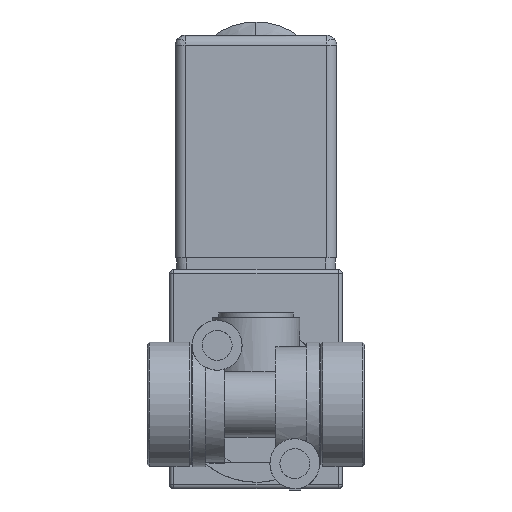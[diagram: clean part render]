
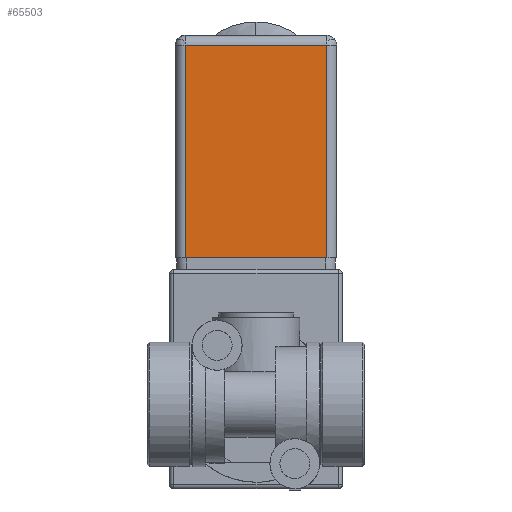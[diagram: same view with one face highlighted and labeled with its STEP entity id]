
A CAD part, front view. The second image highlights one B-rep face of the part: STEP entity #65503.
In plain terms, the highlighted planar face has unit normal (0, -1, 0).
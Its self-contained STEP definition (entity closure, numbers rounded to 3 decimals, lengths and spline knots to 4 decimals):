
#1636 = VECTOR ( 'NONE', #24112, 39.3701 ) ;
#5151 = DIRECTION ( 'NONE',  ( 0., 0., -1. ) ) ;
#6506 = CARTESIAN_POINT ( 'NONE',  ( 0.3555, 0.7695, 0.737 ) ) ;
#9445 = CARTESIAN_POINT ( 'NONE',  ( -0.4055, 0.7695, 1.803 ) ) ;
#12028 = VERTEX_POINT ( 'NONE', #30488 ) ;
#17209 = CARTESIAN_POINT ( 'NONE',  ( 0., 0.7695, 0.737 ) ) ;
#21671 = EDGE_CURVE ( 'NONE', #12028, #107577, #71859, .T. ) ;
#23880 = PLANE ( 'NONE',  #49396 ) ;
#24112 = DIRECTION ( 'NONE',  ( 1., 0., 0. ) ) ;
#26575 = LINE ( 'NONE', #17209, #1636 ) ;
#28727 = ORIENTED_EDGE ( 'NONE', *, *, #118398, .T. ) ;
#30488 = CARTESIAN_POINT ( 'NONE',  ( -0.3555, 0.7695, 1.803 ) ) ;
#42121 = EDGE_LOOP ( 'NONE', ( #104486, #28727, #84732, #67081 ) ) ;
#43237 = LINE ( 'NONE', #6506, #55492 ) ;
#44648 = VERTEX_POINT ( 'NONE', #111935 ) ;
#47448 = DIRECTION ( 'NONE',  ( -1., 0., 0. ) ) ;
#49396 = AXIS2_PLACEMENT_3D ( 'NONE', #61841, #99796, #5151 ) ;
#55492 = VECTOR ( 'NONE', #71238, 39.3701 ) ;
#55648 = VERTEX_POINT ( 'NONE', #76420 ) ;
#60903 = VECTOR ( 'NONE', #101104, 39.3701 ) ;
#61841 = CARTESIAN_POINT ( 'NONE',  ( -0.4055, 0.7695, 0.737 ) ) ;
#63737 = VECTOR ( 'NONE', #47448, 39.3701 ) ;
#63764 = CARTESIAN_POINT ( 'NONE',  ( -0.3555, 0.7695, 0.737 ) ) ;
#65503 = ADVANCED_FACE ( 'NONE', ( #109134 ), #23880, .T. ) ;
#67081 = ORIENTED_EDGE ( 'NONE', *, *, #93851, .T. ) ;
#71238 = DIRECTION ( 'NONE',  ( 0., 0., -1. ) ) ;
#71859 = LINE ( 'NONE', #63764, #60903 ) ;
#76420 = CARTESIAN_POINT ( 'NONE',  ( 0.3555, 0.7695, 0.737 ) ) ;
#84732 = ORIENTED_EDGE ( 'NONE', *, *, #95827, .F. ) ;
#93851 = EDGE_CURVE ( 'NONE', #44648, #12028, #121518, .T. ) ;
#95827 = EDGE_CURVE ( 'NONE', #44648, #55648, #43237, .T. ) ;
#99796 = DIRECTION ( 'NONE',  ( 0., -1., 0. ) ) ;
#101104 = DIRECTION ( 'NONE',  ( 0., 0., -1. ) ) ;
#104486 = ORIENTED_EDGE ( 'NONE', *, *, #21671, .T. ) ;
#107577 = VERTEX_POINT ( 'NONE', #111972 ) ;
#109134 = FACE_OUTER_BOUND ( 'NONE', #42121, .T. ) ;
#111935 = CARTESIAN_POINT ( 'NONE',  ( 0.3555, 0.7695, 1.803 ) ) ;
#111972 = CARTESIAN_POINT ( 'NONE',  ( -0.3555, 0.7695, 0.737 ) ) ;
#118398 = EDGE_CURVE ( 'NONE', #107577, #55648, #26575, .T. ) ;
#121518 = LINE ( 'NONE', #9445, #63737 ) ;
